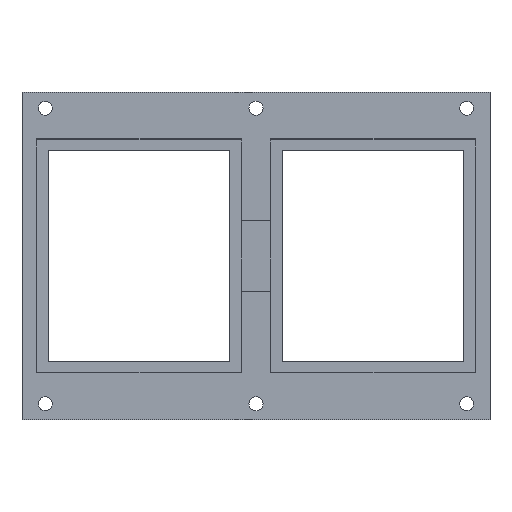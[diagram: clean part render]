
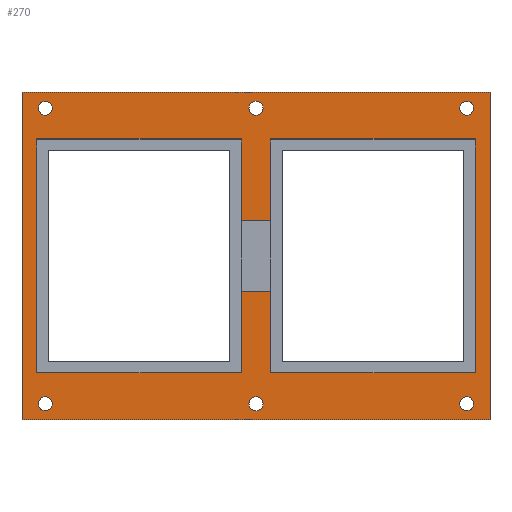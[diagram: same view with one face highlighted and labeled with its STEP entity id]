
A CAD part, top view. The second image highlights one B-rep face of the part: STEP entity #270.
In plain terms, the highlighted planar face has unit normal (0, 0, 1).
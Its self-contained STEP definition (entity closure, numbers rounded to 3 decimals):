
#24 = VERTEX_POINT('',#25);
#25 = CARTESIAN_POINT('',(-40.,-28.,6.5));
#31 = EDGE_CURVE('',#24,#32,#34,.T.);
#32 = VERTEX_POINT('',#33);
#33 = CARTESIAN_POINT('',(-40.,28.,6.5));
#34 = LINE('',#35,#36);
#35 = CARTESIAN_POINT('',(-40.,-28.,6.5));
#36 = VECTOR('',#37,1.);
#37 = DIRECTION('',(0.,1.,0.));
#64 = VERTEX_POINT('',#65);
#65 = CARTESIAN_POINT('',(40.,-28.,6.5));
#71 = EDGE_CURVE('',#64,#24,#72,.T.);
#72 = LINE('',#73,#74);
#73 = CARTESIAN_POINT('',(40.,-28.,6.5));
#74 = VECTOR('',#75,1.);
#75 = DIRECTION('',(-1.,0.,0.));
#93 = EDGE_CURVE('',#32,#94,#96,.T.);
#94 = VERTEX_POINT('',#95);
#95 = CARTESIAN_POINT('',(40.,28.,6.5));
#96 = LINE('',#97,#98);
#97 = CARTESIAN_POINT('',(-40.,28.,6.5));
#98 = VECTOR('',#99,1.);
#99 = DIRECTION('',(1.,0.,0.));
#270 = ADVANCED_FACE('',(#271,#282,#293,#304,#315,#413,#424,#435),#446,
  .T.);
#271 = FACE_BOUND('',#272,.T.);
#272 = EDGE_LOOP('',(#273,#274,#275,#281));
#273 = ORIENTED_EDGE('',*,*,#31,.F.);
#274 = ORIENTED_EDGE('',*,*,#71,.F.);
#275 = ORIENTED_EDGE('',*,*,#276,.F.);
#276 = EDGE_CURVE('',#94,#64,#277,.T.);
#277 = LINE('',#278,#279);
#278 = CARTESIAN_POINT('',(40.,28.,6.5));
#279 = VECTOR('',#280,1.);
#280 = DIRECTION('',(0.,-1.,0.));
#281 = ORIENTED_EDGE('',*,*,#93,.F.);
#282 = FACE_BOUND('',#283,.T.);
#283 = EDGE_LOOP('',(#284));
#284 = ORIENTED_EDGE('',*,*,#285,.F.);
#285 = EDGE_CURVE('',#286,#286,#288,.T.);
#286 = VERTEX_POINT('',#287);
#287 = CARTESIAN_POINT('',(-34.8,-25.25,6.5));
#288 = CIRCLE('',#289,1.2);
#289 = AXIS2_PLACEMENT_3D('',#290,#291,#292);
#290 = CARTESIAN_POINT('',(-36.,-25.25,6.5));
#291 = DIRECTION('',(0.,0.,1.));
#292 = DIRECTION('',(1.,0.,0.));
#293 = FACE_BOUND('',#294,.T.);
#294 = EDGE_LOOP('',(#295));
#295 = ORIENTED_EDGE('',*,*,#296,.F.);
#296 = EDGE_CURVE('',#297,#297,#299,.T.);
#297 = VERTEX_POINT('',#298);
#298 = CARTESIAN_POINT('',(1.2,-25.25,6.5));
#299 = CIRCLE('',#300,1.2);
#300 = AXIS2_PLACEMENT_3D('',#301,#302,#303);
#301 = CARTESIAN_POINT('',(0.,-25.25,6.5));
#302 = DIRECTION('',(0.,0.,1.));
#303 = DIRECTION('',(1.,0.,0.));
#304 = FACE_BOUND('',#305,.T.);
#305 = EDGE_LOOP('',(#306));
#306 = ORIENTED_EDGE('',*,*,#307,.F.);
#307 = EDGE_CURVE('',#308,#308,#310,.T.);
#308 = VERTEX_POINT('',#309);
#309 = CARTESIAN_POINT('',(37.2,-25.25,6.5));
#310 = CIRCLE('',#311,1.2);
#311 = AXIS2_PLACEMENT_3D('',#312,#313,#314);
#312 = CARTESIAN_POINT('',(36.,-25.25,6.5));
#313 = DIRECTION('',(0.,0.,1.));
#314 = DIRECTION('',(1.,0.,0.));
#315 = FACE_BOUND('',#316,.T.);
#316 = EDGE_LOOP('',(#317,#327,#335,#343,#351,#359,#367,#375,#383,#391,
    #399,#407));
#317 = ORIENTED_EDGE('',*,*,#318,.T.);
#318 = EDGE_CURVE('',#319,#321,#323,.T.);
#319 = VERTEX_POINT('',#320);
#320 = CARTESIAN_POINT('',(2.5,-20.,6.5));
#321 = VERTEX_POINT('',#322);
#322 = CARTESIAN_POINT('',(2.5,-6.,6.5));
#323 = LINE('',#324,#325);
#324 = CARTESIAN_POINT('',(2.5,-20.,6.5));
#325 = VECTOR('',#326,1.);
#326 = DIRECTION('',(0.,1.,0.));
#327 = ORIENTED_EDGE('',*,*,#328,.T.);
#328 = EDGE_CURVE('',#321,#329,#331,.T.);
#329 = VERTEX_POINT('',#330);
#330 = CARTESIAN_POINT('',(-2.5,-6.,6.5));
#331 = LINE('',#332,#333);
#332 = CARTESIAN_POINT('',(2.5,-6.,6.5));
#333 = VECTOR('',#334,1.);
#334 = DIRECTION('',(-1.,0.,0.));
#335 = ORIENTED_EDGE('',*,*,#336,.T.);
#336 = EDGE_CURVE('',#329,#337,#339,.T.);
#337 = VERTEX_POINT('',#338);
#338 = CARTESIAN_POINT('',(-2.5,-20.,6.5));
#339 = LINE('',#340,#341);
#340 = CARTESIAN_POINT('',(-2.5,20.,6.5));
#341 = VECTOR('',#342,1.);
#342 = DIRECTION('',(0.,-1.,0.));
#343 = ORIENTED_EDGE('',*,*,#344,.T.);
#344 = EDGE_CURVE('',#337,#345,#347,.T.);
#345 = VERTEX_POINT('',#346);
#346 = CARTESIAN_POINT('',(-37.5,-20.,6.5));
#347 = LINE('',#348,#349);
#348 = CARTESIAN_POINT('',(-2.5,-20.,6.5));
#349 = VECTOR('',#350,1.);
#350 = DIRECTION('',(-1.,0.,0.));
#351 = ORIENTED_EDGE('',*,*,#352,.T.);
#352 = EDGE_CURVE('',#345,#353,#355,.T.);
#353 = VERTEX_POINT('',#354);
#354 = CARTESIAN_POINT('',(-37.5,20.,6.5));
#355 = LINE('',#356,#357);
#356 = CARTESIAN_POINT('',(-37.5,-20.,6.5));
#357 = VECTOR('',#358,1.);
#358 = DIRECTION('',(0.,1.,0.));
#359 = ORIENTED_EDGE('',*,*,#360,.T.);
#360 = EDGE_CURVE('',#353,#361,#363,.T.);
#361 = VERTEX_POINT('',#362);
#362 = CARTESIAN_POINT('',(-2.5,20.,6.5));
#363 = LINE('',#364,#365);
#364 = CARTESIAN_POINT('',(-37.5,20.,6.5));
#365 = VECTOR('',#366,1.);
#366 = DIRECTION('',(1.,0.,0.));
#367 = ORIENTED_EDGE('',*,*,#368,.T.);
#368 = EDGE_CURVE('',#361,#369,#371,.T.);
#369 = VERTEX_POINT('',#370);
#370 = CARTESIAN_POINT('',(-2.5,6.,6.5));
#371 = LINE('',#372,#373);
#372 = CARTESIAN_POINT('',(-2.5,20.,6.5));
#373 = VECTOR('',#374,1.);
#374 = DIRECTION('',(0.,-1.,0.));
#375 = ORIENTED_EDGE('',*,*,#376,.T.);
#376 = EDGE_CURVE('',#369,#377,#379,.T.);
#377 = VERTEX_POINT('',#378);
#378 = CARTESIAN_POINT('',(2.5,6.,6.5));
#379 = LINE('',#380,#381);
#380 = CARTESIAN_POINT('',(-2.5,6.,6.5));
#381 = VECTOR('',#382,1.);
#382 = DIRECTION('',(1.,0.,0.));
#383 = ORIENTED_EDGE('',*,*,#384,.T.);
#384 = EDGE_CURVE('',#377,#385,#387,.T.);
#385 = VERTEX_POINT('',#386);
#386 = CARTESIAN_POINT('',(2.5,20.,6.5));
#387 = LINE('',#388,#389);
#388 = CARTESIAN_POINT('',(2.5,-20.,6.5));
#389 = VECTOR('',#390,1.);
#390 = DIRECTION('',(0.,1.,0.));
#391 = ORIENTED_EDGE('',*,*,#392,.T.);
#392 = EDGE_CURVE('',#385,#393,#395,.T.);
#393 = VERTEX_POINT('',#394);
#394 = CARTESIAN_POINT('',(37.5,20.,6.5));
#395 = LINE('',#396,#397);
#396 = CARTESIAN_POINT('',(2.5,20.,6.5));
#397 = VECTOR('',#398,1.);
#398 = DIRECTION('',(1.,0.,0.));
#399 = ORIENTED_EDGE('',*,*,#400,.T.);
#400 = EDGE_CURVE('',#393,#401,#403,.T.);
#401 = VERTEX_POINT('',#402);
#402 = CARTESIAN_POINT('',(37.5,-20.,6.5));
#403 = LINE('',#404,#405);
#404 = CARTESIAN_POINT('',(37.5,20.,6.5));
#405 = VECTOR('',#406,1.);
#406 = DIRECTION('',(0.,-1.,0.));
#407 = ORIENTED_EDGE('',*,*,#408,.T.);
#408 = EDGE_CURVE('',#401,#319,#409,.T.);
#409 = LINE('',#410,#411);
#410 = CARTESIAN_POINT('',(37.5,-20.,6.5));
#411 = VECTOR('',#412,1.);
#412 = DIRECTION('',(-1.,0.,0.));
#413 = FACE_BOUND('',#414,.T.);
#414 = EDGE_LOOP('',(#415));
#415 = ORIENTED_EDGE('',*,*,#416,.F.);
#416 = EDGE_CURVE('',#417,#417,#419,.T.);
#417 = VERTEX_POINT('',#418);
#418 = CARTESIAN_POINT('',(-34.8,25.25,6.5));
#419 = CIRCLE('',#420,1.2);
#420 = AXIS2_PLACEMENT_3D('',#421,#422,#423);
#421 = CARTESIAN_POINT('',(-36.,25.25,6.5));
#422 = DIRECTION('',(0.,0.,1.));
#423 = DIRECTION('',(1.,0.,0.));
#424 = FACE_BOUND('',#425,.T.);
#425 = EDGE_LOOP('',(#426));
#426 = ORIENTED_EDGE('',*,*,#427,.F.);
#427 = EDGE_CURVE('',#428,#428,#430,.T.);
#428 = VERTEX_POINT('',#429);
#429 = CARTESIAN_POINT('',(1.2,25.25,6.5));
#430 = CIRCLE('',#431,1.2);
#431 = AXIS2_PLACEMENT_3D('',#432,#433,#434);
#432 = CARTESIAN_POINT('',(0.,25.25,6.5));
#433 = DIRECTION('',(0.,0.,1.));
#434 = DIRECTION('',(1.,0.,0.));
#435 = FACE_BOUND('',#436,.T.);
#436 = EDGE_LOOP('',(#437));
#437 = ORIENTED_EDGE('',*,*,#438,.F.);
#438 = EDGE_CURVE('',#439,#439,#441,.T.);
#439 = VERTEX_POINT('',#440);
#440 = CARTESIAN_POINT('',(37.2,25.25,6.5));
#441 = CIRCLE('',#442,1.2);
#442 = AXIS2_PLACEMENT_3D('',#443,#444,#445);
#443 = CARTESIAN_POINT('',(36.,25.25,6.5));
#444 = DIRECTION('',(0.,0.,1.));
#445 = DIRECTION('',(1.,0.,0.));
#446 = PLANE('',#447);
#447 = AXIS2_PLACEMENT_3D('',#448,#449,#450);
#448 = CARTESIAN_POINT('',(0.,0.,6.5));
#449 = DIRECTION('',(0.,0.,1.));
#450 = DIRECTION('',(1.,0.,0.));
